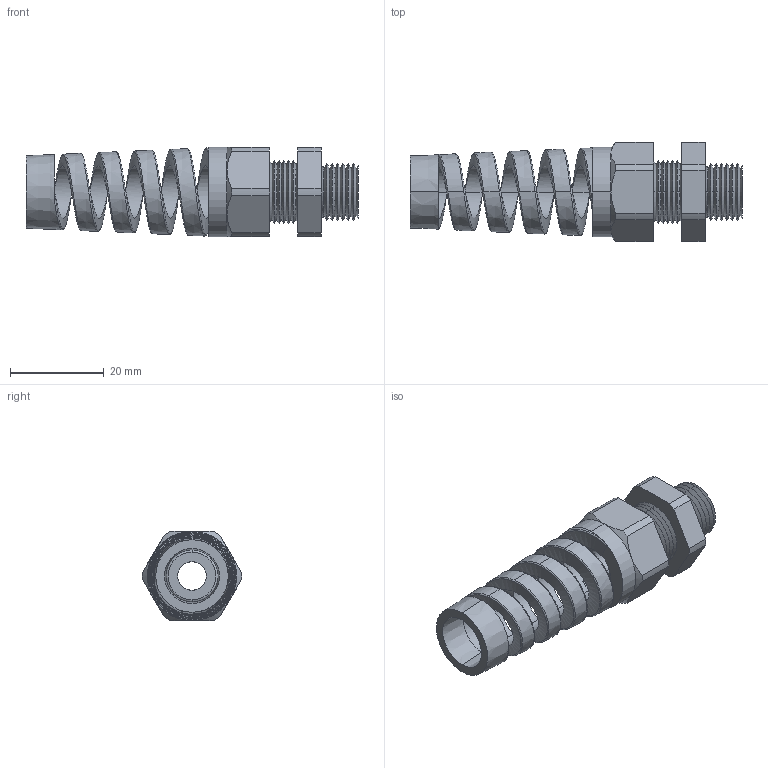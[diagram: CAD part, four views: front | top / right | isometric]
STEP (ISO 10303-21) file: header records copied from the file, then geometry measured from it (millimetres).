
FILE_DESCRIPTION (( 'STEP AP203' ), '1' );
FILE_NAME ('CF07GR-GY.STEP', '2008-05-27T05:51:54', ( 'Baystate01' ), ( 'Baystate' ), 'SwSTEP 2.0', 'SolidWorks 2007', '' );
FILE_SCHEMA (( 'CONFIG_CONTROL_DESIGN' ));
Length unit declared in the file: inch
Products named in the file (1): CF07GR-GY
Bounding box: 70.87 x 21.14 x 19.05 mm (x, y, z)
Volume: 8720 mm3; surface area: 7859.6 mm2
Topology: 2 solids, 2 shells, 144 faces, 339 edges, 202 vertices
Faces by surface type: cone 75, cylinder 35, plane 24, torus 6, bspline 4
Entity records: 9344 total; most frequent: CARTESIAN_POINT 6006, DIRECTION 689, ORIENTED_EDGE 678, EDGE_CURVE 339, AXIS2_PLACEMENT_3D 275, VERTEX_POINT 202, EDGE_LOOP 153, ADVANCED_FACE 144
